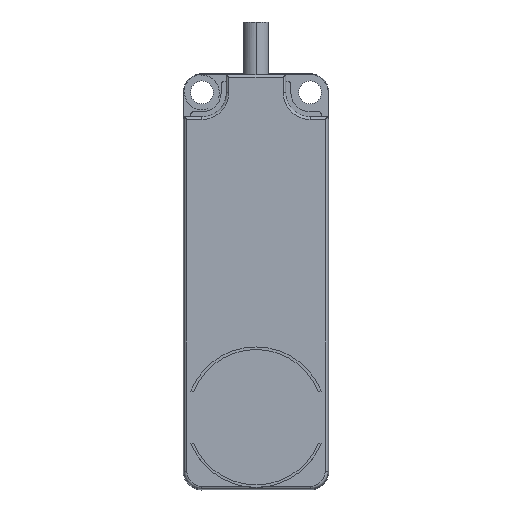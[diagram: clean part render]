
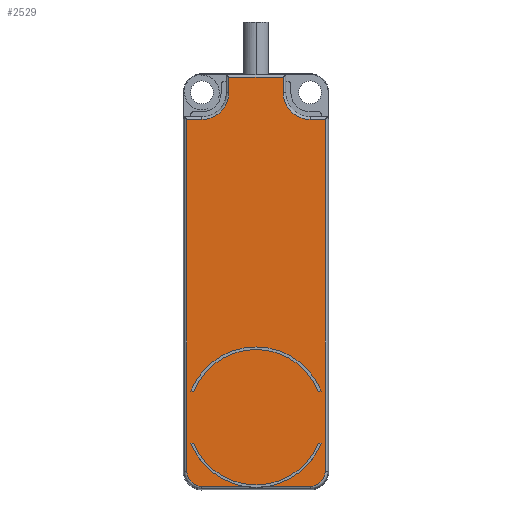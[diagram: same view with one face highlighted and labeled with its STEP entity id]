
A CAD part, front view. The second image highlights one B-rep face of the part: STEP entity #2529.
In plain terms, the highlighted planar face has unit normal (0, -1, 0).
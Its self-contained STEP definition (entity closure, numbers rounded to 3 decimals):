
#17=DIRECTION('',(-1.,0.,0.));
#18=VECTOR('',#17,2.899);
#19=CARTESIAN_POINT('',(-10.4,-1.5,27.7));
#20=LINE('',#19,#18);
#50=CARTESIAN_POINT('',(0.,-1.5,-29.5));
#51=DIRECTION('',(0.,-1.,0.));
#52=DIRECTION('',(0.929,0.,0.37));
#53=AXIS2_PLACEMENT_3D('',#50,#51,#52);
#58=DIRECTION('',(1.,0.,0.));
#59=VECTOR('',#58,0.54);
#60=CARTESIAN_POINT('',(-12.54,-1.5,-24.5));
#61=LINE('',#60,#59);
#65=CARTESIAN_POINT('',(0.,-1.5,-29.5));
#66=DIRECTION('',(0.,-1.,0.));
#67=DIRECTION('',(0.923,0.,0.385));
#68=AXIS2_PLACEMENT_3D('',#65,#66,#67);
#73=DIRECTION('',(1.,0.,0.));
#74=VECTOR('',#73,0.54);
#75=CARTESIAN_POINT('',(12.,-1.5,-24.5));
#76=LINE('',#75,#74);
#80=CARTESIAN_POINT('',(0.,-1.5,-29.5));
#81=DIRECTION('',(0.,1.,0.));
#82=DIRECTION('',(0.929,0.,-0.37));
#83=AXIS2_PLACEMENT_3D('',#80,#81,#82);
#88=DIRECTION('',(1.,0.,0.));
#89=VECTOR('',#88,0.54);
#90=CARTESIAN_POINT('',(12.,-1.5,-34.5));
#91=LINE('',#90,#89);
#95=CARTESIAN_POINT('',(0.,-1.5,-29.5));
#96=DIRECTION('',(0.,1.,0.));
#97=DIRECTION('',(0.923,0.,-0.385));
#98=AXIS2_PLACEMENT_3D('',#95,#96,#97);
#103=DIRECTION('',(1.,0.,0.));
#104=VECTOR('',#103,0.54);
#105=CARTESIAN_POINT('',(-12.54,-1.5,-34.5));
#106=LINE('',#105,#104);
#110=CARTESIAN_POINT('',(0.,-1.5,-29.5));
#111=DIRECTION('',(0.,1.,0.));
#112=DIRECTION('',(-0.172,0.,-0.985));
#113=AXIS2_PLACEMENT_3D('',#110,#111,#112);
#194=DIRECTION('',(1.,0.,0.));
#195=VECTOR('',#194,8.08);
#196=CARTESIAN_POINT('',(2.32,-1.5,-42.799));
#197=LINE('',#196,#195);
#216=DIRECTION('',(1.,0.,0.));
#217=VECTOR('',#216,8.08);
#218=CARTESIAN_POINT('',(-10.4,-1.5,-42.799));
#219=LINE('',#218,#217);
#223=CARTESIAN_POINT('',(10.4,-1.5,-39.9));
#224=DIRECTION('',(0.,-1.,0.));
#225=DIRECTION('',(0.,0.,-1.));
#226=AXIS2_PLACEMENT_3D('',#223,#224,#225);
#247=DIRECTION('',(0.,0.,1.));
#248=VECTOR('',#247,67.6);
#249=CARTESIAN_POINT('',(13.299,-1.5,-39.9));
#250=LINE('',#249,#248);
#279=DIRECTION('',(-1.,0.,0.));
#280=VECTOR('',#279,2.899);
#281=CARTESIAN_POINT('',(13.299,-1.5,27.7));
#282=LINE('',#281,#280);
#303=CARTESIAN_POINT('',(10.4,-1.5,32.9));
#304=DIRECTION('',(0.,1.,0.));
#305=DIRECTION('',(0.,0.,-1.));
#306=AXIS2_PLACEMENT_3D('',#303,#304,#305);
#327=DIRECTION('',(0.,0.,1.));
#328=VECTOR('',#327,2.899);
#329=CARTESIAN_POINT('',(5.2,-1.5,32.9));
#330=LINE('',#329,#328);
#359=DIRECTION('',(-1.,0.,0.));
#360=VECTOR('',#359,10.4);
#361=CARTESIAN_POINT('',(5.2,-1.5,35.799));
#362=LINE('',#361,#360);
#393=DIRECTION('',(0.,0.,-1.));
#394=VECTOR('',#393,2.899);
#395=CARTESIAN_POINT('',(-5.2,-1.5,35.799));
#396=LINE('',#395,#394);
#417=CARTESIAN_POINT('',(-10.4,-1.5,32.9));
#418=DIRECTION('',(0.,1.,0.));
#419=DIRECTION('',(1.,0.,0.));
#420=AXIS2_PLACEMENT_3D('',#417,#418,#419);
#1271=DIRECTION('',(0.,0.,-1.));
#1272=VECTOR('',#1271,67.6);
#1273=CARTESIAN_POINT('',(-13.299,-1.5,27.7));
#1274=LINE('',#1273,#1272);
#1295=CARTESIAN_POINT('',(-10.4,-1.5,-39.9));
#1296=DIRECTION('',(0.,-1.,0.));
#1297=DIRECTION('',(-1.,0.,0.));
#1298=AXIS2_PLACEMENT_3D('',#1295,#1296,#1297);
#2224=CARTESIAN_POINT('',(13.299,-1.5,-39.9));
#2225=CARTESIAN_POINT('',(13.299,-1.5,27.7));
#2226=VERTEX_POINT('',#2224);
#2227=VERTEX_POINT('',#2225);
#2232=CARTESIAN_POINT('',(10.4,-1.5,27.7));
#2233=VERTEX_POINT('',#2232);
#2238=CARTESIAN_POINT('',(5.2,-1.5,32.9));
#2239=VERTEX_POINT('',#2238);
#2242=CARTESIAN_POINT('',(5.2,-1.5,35.799));
#2243=VERTEX_POINT('',#2242);
#2246=CARTESIAN_POINT('',(-5.2,-1.5,35.799));
#2247=VERTEX_POINT('',#2246);
#2252=CARTESIAN_POINT('',(-5.2,-1.5,32.9));
#2253=VERTEX_POINT('',#2252);
#2258=CARTESIAN_POINT('',(-10.4,-1.5,27.7));
#2259=VERTEX_POINT('',#2258);
#2262=CARTESIAN_POINT('',(-13.299,-1.5,27.7));
#2263=VERTEX_POINT('',#2262);
#2266=CARTESIAN_POINT('',(-13.299,-1.5,-39.9));
#2267=VERTEX_POINT('',#2266);
#2272=CARTESIAN_POINT('',(-10.4,-1.5,-42.799));
#2273=VERTEX_POINT('',#2272);
#2278=CARTESIAN_POINT('',(10.4,-1.5,-42.799));
#2279=VERTEX_POINT('',#2278);
#2300=CARTESIAN_POINT('',(12.54,-1.5,-24.5));
#2301=CARTESIAN_POINT('',(-12.54,-1.5,-24.5));
#2302=VERTEX_POINT('',#2300);
#2303=VERTEX_POINT('',#2301);
#2304=CARTESIAN_POINT('',(-12.,-1.5,-24.5));
#2305=VERTEX_POINT('',#2304);
#2306=CARTESIAN_POINT('',(12.,-1.5,-24.5));
#2307=VERTEX_POINT('',#2306);
#2316=CARTESIAN_POINT('',(12.54,-1.5,-34.5));
#2317=CARTESIAN_POINT('',(2.32,-1.5,-42.799));
#2318=VERTEX_POINT('',#2316);
#2319=VERTEX_POINT('',#2317);
#2320=CARTESIAN_POINT('',(-12.54,-1.5,-34.5));
#2321=CARTESIAN_POINT('',(-12.,-1.5,-34.5));
#2322=VERTEX_POINT('',#2320);
#2323=VERTEX_POINT('',#2321);
#2324=CARTESIAN_POINT('',(12.,-1.5,-34.5));
#2325=VERTEX_POINT('',#2324);
#2326=CARTESIAN_POINT('',(-2.32,-1.5,-42.799));
#2327=VERTEX_POINT('',#2326);
#2477=CARTESIAN_POINT('',(0.,-1.5,0.));
#2478=DIRECTION('',(0.,-1.,0.));
#2479=DIRECTION('',(1.,0.,0.));
#2480=AXIS2_PLACEMENT_3D('',#2477,#2478,#2479);
#2481=PLANE('',#2480);
#2483=ORIENTED_EDGE('',*,*,#2482,.F.);
#2485=ORIENTED_EDGE('',*,*,#2484,.F.);
#2487=ORIENTED_EDGE('',*,*,#2486,.T.);
#2489=ORIENTED_EDGE('',*,*,#2488,.F.);
#2491=ORIENTED_EDGE('',*,*,#2490,.F.);
#2493=ORIENTED_EDGE('',*,*,#2492,.F.);
#2495=ORIENTED_EDGE('',*,*,#2494,.F.);
#2497=ORIENTED_EDGE('',*,*,#2496,.F.);
#2498=ORIENTED_EDGE('',*,*,#2464,.F.);
#2500=ORIENTED_EDGE('',*,*,#2499,.F.);
#2502=ORIENTED_EDGE('',*,*,#2501,.F.);
#2504=ORIENTED_EDGE('',*,*,#2503,.F.);
#2506=ORIENTED_EDGE('',*,*,#2505,.F.);
#2508=ORIENTED_EDGE('',*,*,#2507,.F.);
#2510=ORIENTED_EDGE('',*,*,#2509,.F.);
#2512=ORIENTED_EDGE('',*,*,#2511,.F.);
#2514=ORIENTED_EDGE('',*,*,#2513,.F.);
#2516=ORIENTED_EDGE('',*,*,#2515,.F.);
#2517=EDGE_LOOP('',(#2483,#2485,#2487,#2489,#2491,#2493,#2495,#2497,#2498,#2500,
#2502,#2504,#2506,#2508,#2510,#2512,#2514,#2516));
#2518=FACE_OUTER_BOUND('',#2517,.F.);
#2520=ORIENTED_EDGE('',*,*,#2519,.T.);
#2522=ORIENTED_EDGE('',*,*,#2521,.T.);
#2524=ORIENTED_EDGE('',*,*,#2523,.F.);
#2526=ORIENTED_EDGE('',*,*,#2525,.T.);
#2527=EDGE_LOOP('',(#2520,#2522,#2524,#2526));
#2528=FACE_BOUND('',#2527,.F.);
#2529=ADVANCED_FACE('',(#2518,#2528),#2481,.T.);
#54=CIRCLE('',#53,13.5);
#69=CIRCLE('',#68,13.);
#84=CIRCLE('',#83,13.5);
#99=CIRCLE('',#98,13.);
#114=CIRCLE('',#113,13.5);
#227=CIRCLE('',#226,2.899);
#307=CIRCLE('',#306,5.2);
#421=CIRCLE('',#420,5.2);
#1299=CIRCLE('',#1298,2.899);
#2464=EDGE_CURVE('',#2259,#2263,#20,.T.);
#2482=EDGE_CURVE('',#2318,#2319,#84,.T.);
#2484=EDGE_CURVE('',#2325,#2318,#91,.T.);
#2486=EDGE_CURVE('',#2325,#2323,#99,.T.);
#2488=EDGE_CURVE('',#2322,#2323,#106,.T.);
#2490=EDGE_CURVE('',#2327,#2322,#114,.T.);
#2492=EDGE_CURVE('',#2273,#2327,#219,.T.);
#2494=EDGE_CURVE('',#2267,#2273,#1299,.T.);
#2496=EDGE_CURVE('',#2263,#2267,#1274,.T.);
#2499=EDGE_CURVE('',#2253,#2259,#421,.T.);
#2501=EDGE_CURVE('',#2247,#2253,#396,.T.);
#2503=EDGE_CURVE('',#2243,#2247,#362,.T.);
#2505=EDGE_CURVE('',#2239,#2243,#330,.T.);
#2507=EDGE_CURVE('',#2233,#2239,#307,.T.);
#2509=EDGE_CURVE('',#2227,#2233,#282,.T.);
#2511=EDGE_CURVE('',#2226,#2227,#250,.T.);
#2513=EDGE_CURVE('',#2279,#2226,#227,.T.);
#2515=EDGE_CURVE('',#2319,#2279,#197,.T.);
#2519=EDGE_CURVE('',#2302,#2303,#54,.T.);
#2521=EDGE_CURVE('',#2303,#2305,#61,.T.);
#2523=EDGE_CURVE('',#2307,#2305,#69,.T.);
#2525=EDGE_CURVE('',#2307,#2302,#76,.T.);
